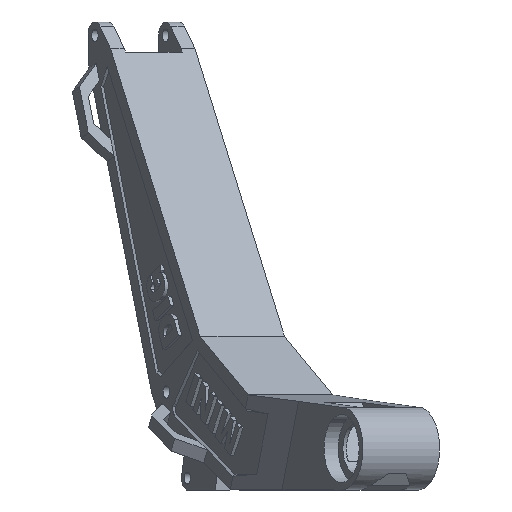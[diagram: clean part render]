
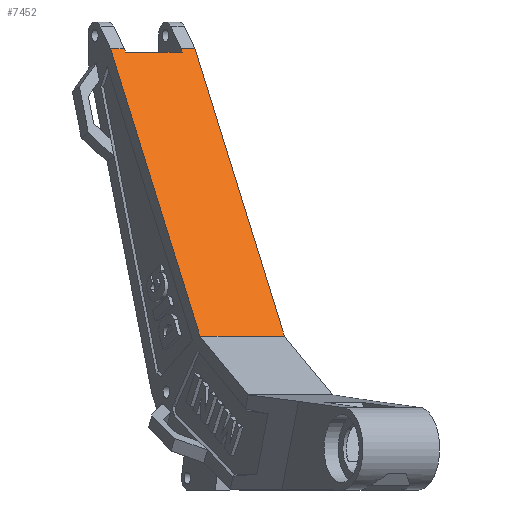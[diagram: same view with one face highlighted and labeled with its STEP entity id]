
A CAD part, front view. The second image highlights one B-rep face of the part: STEP entity #7452.
In plain terms, the highlighted planar face has unit normal (0.442, -0.734, 0.516).
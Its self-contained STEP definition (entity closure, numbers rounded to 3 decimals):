
#71 = LINE ( 'NONE', #8365, #6217 ) ;
#459 = ORIENTED_EDGE ( 'NONE', *, *, #7656, .F. ) ;
#528 = FACE_OUTER_BOUND ( 'NONE', #6274, .T. ) ;
#598 = ORIENTED_EDGE ( 'NONE', *, *, #5246, .F. ) ;
#808 = CARTESIAN_POINT ( 'NONE',  ( 171.695, 195.088, 106.497 ) ) ;
#936 = VECTOR ( 'NONE', #4277, 1000. ) ;
#943 = CARTESIAN_POINT ( 'NONE',  ( 153.024, 183.833, 106.497 ) ) ;
#958 = ORIENTED_EDGE ( 'NONE', *, *, #10416, .T. ) ;
#1007 = LINE ( 'NONE', #7876, #4519 ) ;
#1303 = DIRECTION ( 'NONE',  ( -0.856, -0.516, 0. ) ) ;
#1323 = ORIENTED_EDGE ( 'NONE', *, *, #6095, .T. ) ;
#1515 = CARTESIAN_POINT ( 'NONE',  ( 163.65, 202.622, 124.091 ) ) ;
#1622 = CARTESIAN_POINT ( 'NONE',  ( 173.407, 196.12, 106.497 ) ) ;
#1759 = EDGE_CURVE ( 'NONE', #2383, #7700, #3031, .T. ) ;
#1770 = VERTEX_POINT ( 'NONE', #2579 ) ;
#2015 = VERTEX_POINT ( 'NONE', #3121 ) ;
#2145 = ORIENTED_EDGE ( 'NONE', *, *, #4640, .T. ) ;
#2288 = DIRECTION ( 'NONE',  ( -0.442, 0.733, -0.516 ) ) ;
#2383 = VERTEX_POINT ( 'NONE', #10778 ) ;
#2441 = VERTEX_POINT ( 'NONE', #943 ) ;
#2510 = AXIS2_PLACEMENT_3D ( 'NONE', #1515, #2288, #9043 ) ;
#2579 = CARTESIAN_POINT ( 'NONE',  ( 156.364, 185.847, 106.497 ) ) ;
#3031 = LINE ( 'NONE', #6407, #7418 ) ;
#3121 = CARTESIAN_POINT ( 'NONE',  ( 156.631, 185.405, 105.641 ) ) ;
#3236 = CARTESIAN_POINT ( 'NONE',  ( 174.605, 148.033, 37.153 ) ) ;
#3344 = LINE ( 'NONE', #808, #9563 ) ;
#3628 = DIRECTION ( 'NONE',  ( 0.267, -0.442, -0.856 ) ) ;
#3686 = CARTESIAN_POINT ( 'NONE',  ( 173.947, 195.224, 104.762 ) ) ;
#3969 = CARTESIAN_POINT ( 'NONE',  ( 194.988, 160.32, 37.153 ) ) ;
#4277 = DIRECTION ( 'NONE',  ( -0.856, -0.516, 0. ) ) ;
#4424 = DIRECTION ( 'NONE',  ( -0.856, -0.516, 0. ) ) ;
#4457 = LINE ( 'NONE', #7848, #10827 ) ;
#4519 = VECTOR ( 'NONE', #4424, 1000. ) ;
#4634 = LINE ( 'NONE', #3686, #9583 ) ;
#4640 = EDGE_CURVE ( 'NONE', #1770, #2441, #10736, .T. ) ;
#4743 = DIRECTION ( 'NONE',  ( 0.267, -0.442, -0.856 ) ) ;
#5111 = CARTESIAN_POINT ( 'NONE',  ( 190.706, 157.739, 37.153 ) ) ;
#5170 = LINE ( 'NONE', #5111, #936 ) ;
#5246 = EDGE_CURVE ( 'NONE', #5786, #7207, #4634, .T. ) ;
#5324 = VERTEX_POINT ( 'NONE', #3236 ) ;
#5449 = EDGE_CURVE ( 'NONE', #5786, #2383, #3344, .T. ) ;
#5665 = PLANE ( 'NONE',  #2510 ) ;
#5706 = ORIENTED_EDGE ( 'NONE', *, *, #5449, .T. ) ;
#5786 = VERTEX_POINT ( 'NONE', #1622 ) ;
#6095 = EDGE_CURVE ( 'NONE', #2015, #1770, #71, .T. ) ;
#6217 = VECTOR ( 'NONE', #9244, 1000. ) ;
#6219 = VECTOR ( 'NONE', #1303, 1000. ) ;
#6274 = EDGE_LOOP ( 'NONE', ( #459, #598, #5706, #8495, #958, #1323, #2145, #8254 ) ) ;
#6407 = CARTESIAN_POINT ( 'NONE',  ( 164.592, 203.19, 124.091 ) ) ;
#6489 = CARTESIAN_POINT ( 'NONE',  ( 169.125, 193.539, 106.497 ) ) ;
#7207 = VERTEX_POINT ( 'NONE', #3969 ) ;
#7418 = VECTOR ( 'NONE', #4743, 1000. ) ;
#7452 = ADVANCED_FACE ( 'NONE', ( #528 ), #5665, .F. ) ;
#7656 = EDGE_CURVE ( 'NONE', #7207, #5324, #5170, .T. ) ;
#7700 = VERTEX_POINT ( 'NONE', #8656 ) ;
#7848 = CARTESIAN_POINT ( 'NONE',  ( 147.549, 192.917, 124.091 ) ) ;
#7876 = CARTESIAN_POINT ( 'NONE',  ( 169.392, 193.097, 105.641 ) ) ;
#8254 = ORIENTED_EDGE ( 'NONE', *, *, #8803, .T. ) ;
#8365 = CARTESIAN_POINT ( 'NONE',  ( 150.889, 194.93, 124.091 ) ) ;
#8495 = ORIENTED_EDGE ( 'NONE', *, *, #1759, .T. ) ;
#8656 = CARTESIAN_POINT ( 'NONE',  ( 170.334, 193.665, 105.641 ) ) ;
#8678 = DIRECTION ( 'NONE',  ( 0.267, -0.442, -0.856 ) ) ;
#8803 = EDGE_CURVE ( 'NONE', #2441, #5324, #4457, .T. ) ;
#9043 = DIRECTION ( 'NONE',  ( 0.856, 0.516, 0. ) ) ;
#9244 = DIRECTION ( 'NONE',  ( -0.267, 0.442, 0.856 ) ) ;
#9563 = VECTOR ( 'NONE', #10920, 1000. ) ;
#9583 = VECTOR ( 'NONE', #8678, 1000. ) ;
#10416 = EDGE_CURVE ( 'NONE', #7700, #2015, #1007, .T. ) ;
#10736 = LINE ( 'NONE', #6489, #6219 ) ;
#10778 = CARTESIAN_POINT ( 'NONE',  ( 170.067, 194.107, 106.497 ) ) ;
#10827 = VECTOR ( 'NONE', #3628, 1000. ) ;
#10920 = DIRECTION ( 'NONE',  ( -0.856, -0.516, 0. ) ) ;
